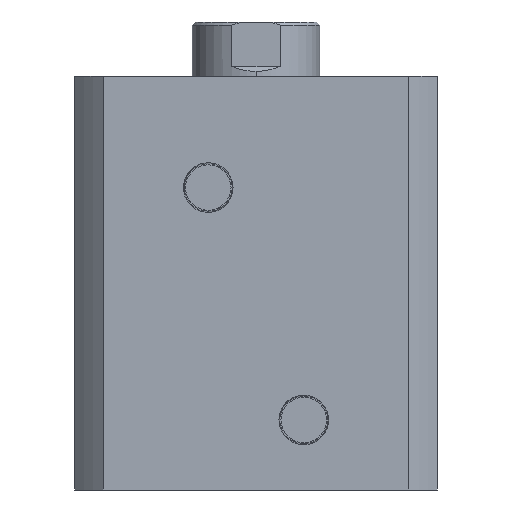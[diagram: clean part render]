
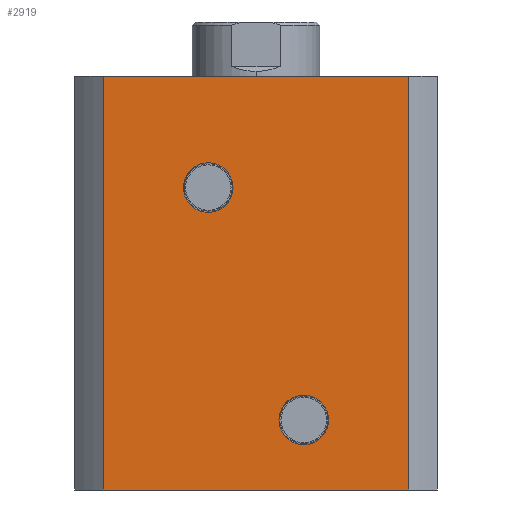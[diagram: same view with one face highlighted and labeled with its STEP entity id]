
A CAD part, left-side view. The second image highlights one B-rep face of the part: STEP entity #2919.
In plain terms, the highlighted planar face has unit normal (-1, 0, 0).
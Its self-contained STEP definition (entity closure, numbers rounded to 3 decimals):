
#9 = ORIENTED_EDGE ( 'NONE', *, *, #2147, .F. ) ;
#51 = ORIENTED_EDGE ( 'NONE', *, *, #2139, .F. ) ;
#52 = ORIENTED_EDGE ( 'NONE', *, *, #2277, .F. ) ;
#82 = ORIENTED_EDGE ( 'NONE', *, *, #2281, .F. ) ;
#84 = ORIENTED_EDGE ( 'NONE', *, *, #2275, .T. ) ;
#88 = ORIENTED_EDGE ( 'NONE', *, *, #2278, .F. ) ;
#89 = ORIENTED_EDGE ( 'NONE', *, *, #2280, .F. ) ;
#129 = ORIENTED_EDGE ( 'NONE', *, *, #2279, .T. ) ;
#167 = CIRCLE ( 'NONE', #2071, 7.797 ) ;
#242 = CIRCLE ( 'NONE', #2075, 7.797 ) ;
#400 = LINE ( 'NONE', #1528, #402 ) ;
#401 = LINE ( 'NONE', #1543, #411 ) ;
#402 = VECTOR ( 'NONE', #1522, 1000. ) ;
#403 = CIRCLE ( 'NONE', #2403, 7.797 ) ;
#404 = CIRCLE ( 'NONE', #2404, 7.797 ) ;
#405 = LINE ( 'NONE', #1537, #407 ) ;
#406 = LINE ( 'NONE', #1547, #409 ) ;
#407 = VECTOR ( 'NONE', #1538, 1000. ) ;
#409 = VECTOR ( 'NONE', #1549, 1000. ) ;
#411 = VECTOR ( 'NONE', #1550, 1000. ) ;
#614 = FACE_OUTER_BOUND ( 'NONE', #2837, .T. ) ;
#632 = FACE_BOUND ( 'NONE', #2841, .T. ) ;
#635 = FACE_BOUND ( 'NONE', #2838, .T. ) ;
#916 = DIRECTION ( 'NONE',  ( 1., 0., 0. ) ) ;
#922 = CARTESIAN_POINT ( 'NONE',  ( -57., 0., 130. ) ) ;
#924 = PLANE ( 'NONE',  #3085 ) ;
#926 = DIRECTION ( 'NONE',  ( 0., 1., 0. ) ) ;
#1155 = CARTESIAN_POINT ( 'NONE',  ( -57., 15., 87.203 ) ) ;
#1156 = CARTESIAN_POINT ( 'NONE',  ( -57., 15., 102.797 ) ) ;
#1198 = CARTESIAN_POINT ( 'NONE',  ( -57., 47.971, 0. ) ) ;
#1201 = CARTESIAN_POINT ( 'NONE',  ( -57., -47.971, 0. ) ) ;
#1207 = CARTESIAN_POINT ( 'NONE',  ( -57., 47.971, 130. ) ) ;
#1273 = CARTESIAN_POINT ( 'NONE',  ( -57., -47.971, 130. ) ) ;
#1315 = CARTESIAN_POINT ( 'NONE',  ( -57., -15., 14.203 ) ) ;
#1316 = CARTESIAN_POINT ( 'NONE',  ( -57., -15., 29.797 ) ) ;
#1522 = DIRECTION ( 'NONE',  ( 0., 0., -1. ) ) ;
#1528 = CARTESIAN_POINT ( 'NONE',  ( -57., 47.971, 130. ) ) ;
#1537 = CARTESIAN_POINT ( 'NONE',  ( -57., 0., 0. ) ) ;
#1538 = DIRECTION ( 'NONE',  ( 0., -1., 0. ) ) ;
#1539 = CARTESIAN_POINT ( 'NONE',  ( -57., -15., 22. ) ) ;
#1540 = DIRECTION ( 'NONE',  ( -1., 0., 0. ) ) ;
#1541 = DIRECTION ( 'NONE',  ( 0., 0., 1. ) ) ;
#1543 = CARTESIAN_POINT ( 'NONE',  ( -57., 0., 130. ) ) ;
#1544 = CARTESIAN_POINT ( 'NONE',  ( -57., 15., 95. ) ) ;
#1545 = DIRECTION ( 'NONE',  ( -1., 0., 0. ) ) ;
#1546 = DIRECTION ( 'NONE',  ( 0., 0., 1. ) ) ;
#1547 = CARTESIAN_POINT ( 'NONE',  ( -57., -47.971, 130. ) ) ;
#1549 = DIRECTION ( 'NONE',  ( 0., 0., -1. ) ) ;
#1550 = DIRECTION ( 'NONE',  ( 0., -1., 0. ) ) ;
#1913 = DIRECTION ( 'NONE',  ( 0., 0., 1. ) ) ;
#1946 = DIRECTION ( 'NONE',  ( -1., 0., 0. ) ) ;
#1950 = DIRECTION ( 'NONE',  ( 0., 0., 1. ) ) ;
#1953 = DIRECTION ( 'NONE',  ( -1., 0., 0. ) ) ;
#1961 = CARTESIAN_POINT ( 'NONE',  ( -57., -15., 22. ) ) ;
#1986 = CARTESIAN_POINT ( 'NONE',  ( -57., 15., 95. ) ) ;
#2071 = AXIS2_PLACEMENT_3D ( 'NONE', #1986, #1946, #1913 ) ;
#2075 = AXIS2_PLACEMENT_3D ( 'NONE', #1961, #1953, #1950 ) ;
#2139 = EDGE_CURVE ( 'NONE', #3627, #3628, #242, .T. ) ;
#2147 = EDGE_CURVE ( 'NONE', #3107, #3108, #167, .T. ) ;
#2275 = EDGE_CURVE ( 'NONE', #3249, #3238, #400, .T. ) ;
#2277 = EDGE_CURVE ( 'NONE', #3628, #3627, #403, .T. ) ;
#2278 = EDGE_CURVE ( 'NONE', #3108, #3107, #404, .T. ) ;
#2279 = EDGE_CURVE ( 'NONE', #3238, #3243, #405, .T. ) ;
#2280 = EDGE_CURVE ( 'NONE', #3571, #3243, #406, .T. ) ;
#2281 = EDGE_CURVE ( 'NONE', #3249, #3571, #401, .T. ) ;
#2403 = AXIS2_PLACEMENT_3D ( 'NONE', #1539, #1540, #1541 ) ;
#2404 = AXIS2_PLACEMENT_3D ( 'NONE', #1544, #1545, #1546 ) ;
#2837 = EDGE_LOOP ( 'NONE', ( #129, #89, #82, #84 ) ) ;
#2838 = EDGE_LOOP ( 'NONE', ( #88, #9 ) ) ;
#2841 = EDGE_LOOP ( 'NONE', ( #52, #51 ) ) ;
#2919 = ADVANCED_FACE ( 'NONE', ( #632, #635, #614 ), #924, .F. ) ;
#3085 = AXIS2_PLACEMENT_3D ( 'NONE', #922, #916, #926 ) ;
#3107 = VERTEX_POINT ( 'NONE', #1155 ) ;
#3108 = VERTEX_POINT ( 'NONE', #1156 ) ;
#3238 = VERTEX_POINT ( 'NONE', #1198 ) ;
#3243 = VERTEX_POINT ( 'NONE', #1201 ) ;
#3249 = VERTEX_POINT ( 'NONE', #1207 ) ;
#3571 = VERTEX_POINT ( 'NONE', #1273 ) ;
#3627 = VERTEX_POINT ( 'NONE', #1315 ) ;
#3628 = VERTEX_POINT ( 'NONE', #1316 ) ;
